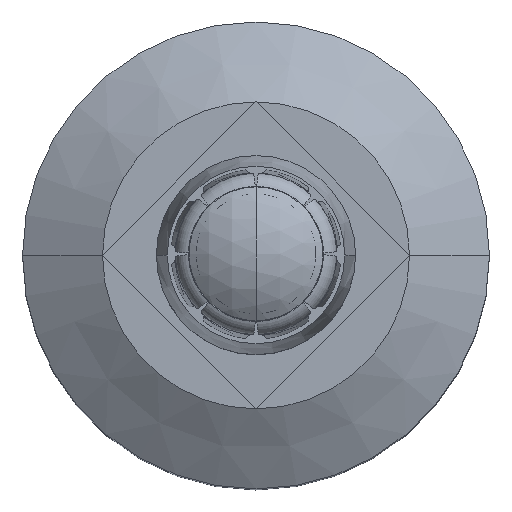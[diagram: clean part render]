
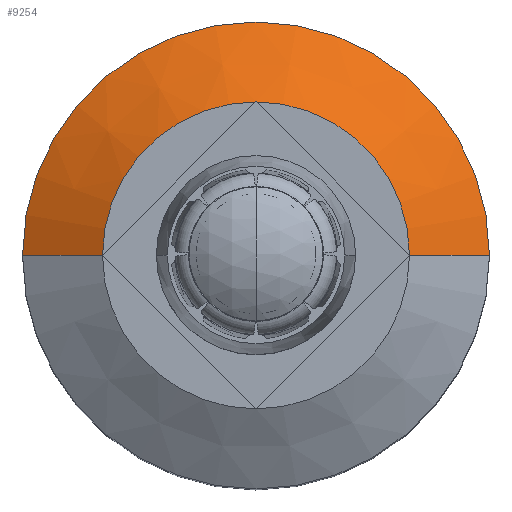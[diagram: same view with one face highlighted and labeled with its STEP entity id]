
A CAD part, top view. The second image highlights one B-rep face of the part: STEP entity #9254.
In plain terms, the highlighted conical face has half-angle 60 degrees and reference radius 6.45 mm.
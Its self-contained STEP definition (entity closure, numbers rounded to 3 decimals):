
#539 = DIRECTION ( 'NONE',  ( 1., 0., 0. ) ) ;
#589 = CARTESIAN_POINT ( 'NONE',  ( 6.45, 0., -1.276 ) ) ;
#756 = ORIENTED_EDGE ( 'NONE', *, *, #7884, .F. ) ;
#803 = ORIENTED_EDGE ( 'NONE', *, *, #1802, .F. ) ;
#896 = VERTEX_POINT ( 'NONE', #10094 ) ;
#911 = AXIS2_PLACEMENT_3D ( 'NONE', #6302, #6342, #2492 ) ;
#966 = ORIENTED_EDGE ( 'NONE', *, *, #4718, .F. ) ;
#1097 = VERTEX_POINT ( 'NONE', #6892 ) ;
#1166 = AXIS2_PLACEMENT_3D ( 'NONE', #9290, #6253, #539 ) ;
#1283 = CIRCLE ( 'NONE', #911, 4.24 ) ;
#1347 = AXIS2_PLACEMENT_3D ( 'NONE', #10614, #12352, #4854 ) ;
#1362 = DIRECTION ( 'NONE',  ( -1., 0., 0. ) ) ;
#1386 = DIRECTION ( 'NONE',  ( 0., 0., 1. ) ) ;
#1468 = DIRECTION ( 'NONE',  ( 1., 0., 0. ) ) ;
#1661 = VERTEX_POINT ( 'NONE', #9795 ) ;
#1721 = AXIS2_PLACEMENT_3D ( 'NONE', #5175, #10013, #7136 ) ;
#1802 = EDGE_CURVE ( 'NONE', #8887, #10556, #10139, .T. ) ;
#2083 = CARTESIAN_POINT ( 'NONE',  ( 4.24, 0., 0. ) ) ;
#2249 = DIRECTION ( 'NONE',  ( -0.866, 0., -0.5 ) ) ;
#2402 = ORIENTED_EDGE ( 'NONE', *, *, #4247, .F. ) ;
#2492 = DIRECTION ( 'NONE',  ( 1., 0., 0. ) ) ;
#2652 = CIRCLE ( 'NONE', #1347, 4.24 ) ;
#3063 = VERTEX_POINT ( 'NONE', #11206 ) ;
#3201 = CONICAL_SURFACE ( 'NONE', #8485, 6.45, 1.047 ) ;
#4142 = VECTOR ( 'NONE', #2249, 1000. ) ;
#4247 = EDGE_CURVE ( 'NONE', #10399, #8887, #1283, .T. ) ;
#4277 = VECTOR ( 'NONE', #4713, 1000. ) ;
#4334 = CIRCLE ( 'NONE', #7433, 6.45 ) ;
#4358 = DIRECTION ( 'NONE',  ( 0., 0., 1. ) ) ;
#4496 = ORIENTED_EDGE ( 'NONE', *, *, #4816, .T. ) ;
#4713 = DIRECTION ( 'NONE',  ( 0.866, 0., -0.5 ) ) ;
#4718 = EDGE_CURVE ( 'NONE', #1097, #896, #8208, .T. ) ;
#4816 = EDGE_CURVE ( 'NONE', #9117, #1661, #5941, .T. ) ;
#4854 = DIRECTION ( 'NONE',  ( 1., 0., 0. ) ) ;
#5046 = ORIENTED_EDGE ( 'NONE', *, *, #7389, .F. ) ;
#5165 = CARTESIAN_POINT ( 'NONE',  ( -6.45, 0., -1.276 ) ) ;
#5175 = CARTESIAN_POINT ( 'NONE',  ( 0., 0., 0. ) ) ;
#5324 = DIRECTION ( 'NONE',  ( 1., 0., 0. ) ) ;
#5343 = CARTESIAN_POINT ( 'NONE',  ( -4.24, 0., 0. ) ) ;
#5937 = FACE_OUTER_BOUND ( 'NONE', #10472, .T. ) ;
#5941 = LINE ( 'NONE', #589, #4277 ) ;
#6253 = DIRECTION ( 'NONE',  ( 0., 0., 1. ) ) ;
#6254 = DIRECTION ( 'NONE',  ( 0., 0., -1. ) ) ;
#6302 = CARTESIAN_POINT ( 'NONE',  ( 0., 0., 0. ) ) ;
#6342 = DIRECTION ( 'NONE',  ( 0., 0., 1. ) ) ;
#6892 = CARTESIAN_POINT ( 'NONE',  ( 0.003, 4.24, 0. ) ) ;
#7136 = DIRECTION ( 'NONE',  ( 1., 0., 0. ) ) ;
#7280 = CARTESIAN_POINT ( 'NONE',  ( 0., 0., 0. ) ) ;
#7389 = EDGE_CURVE ( 'NONE', #896, #10399, #9775, .T. ) ;
#7433 = AXIS2_PLACEMENT_3D ( 'NONE', #9248, #4358, #5324 ) ;
#7884 = EDGE_CURVE ( 'NONE', #9117, #3063, #9901, .T. ) ;
#7949 = EDGE_CURVE ( 'NONE', #1661, #10556, #4334, .T. ) ;
#8144 = EDGE_CURVE ( 'NONE', #3063, #1097, #2652, .T. ) ;
#8208 = CIRCLE ( 'NONE', #1721, 4.24 ) ;
#8209 = CARTESIAN_POINT ( 'NONE',  ( 0., 0., -1.276 ) ) ;
#8485 = AXIS2_PLACEMENT_3D ( 'NONE', #8209, #6254, #1362 ) ;
#8887 = VERTEX_POINT ( 'NONE', #5343 ) ;
#9117 = VERTEX_POINT ( 'NONE', #2083 ) ;
#9248 = CARTESIAN_POINT ( 'NONE',  ( 0., 0., -1.276 ) ) ;
#9254 = ADVANCED_FACE ( 'NONE', ( #5937 ), #3201, .T. ) ;
#9290 = CARTESIAN_POINT ( 'NONE',  ( 0., 0., 0. ) ) ;
#9743 = CARTESIAN_POINT ( 'NONE',  ( -6.45, 0., -1.276 ) ) ;
#9775 = CIRCLE ( 'NONE', #10683, 4.24 ) ;
#9795 = CARTESIAN_POINT ( 'NONE',  ( 6.45, 0., -1.276 ) ) ;
#9901 = CIRCLE ( 'NONE', #1166, 4.24 ) ;
#9930 = ORIENTED_EDGE ( 'NONE', *, *, #7949, .T. ) ;
#10013 = DIRECTION ( 'NONE',  ( 0., 0., 1. ) ) ;
#10094 = CARTESIAN_POINT ( 'NONE',  ( -0.003, 4.24, 0. ) ) ;
#10139 = LINE ( 'NONE', #5165, #4142 ) ;
#10399 = VERTEX_POINT ( 'NONE', #12224 ) ;
#10472 = EDGE_LOOP ( 'NONE', ( #756, #4496, #9930, #803, #2402, #5046, #966, #11214 ) ) ;
#10556 = VERTEX_POINT ( 'NONE', #9743 ) ;
#10614 = CARTESIAN_POINT ( 'NONE',  ( 0., 0., 0. ) ) ;
#10683 = AXIS2_PLACEMENT_3D ( 'NONE', #7280, #1386, #1468 ) ;
#11206 = CARTESIAN_POINT ( 'NONE',  ( 4.24, 0.003, 0. ) ) ;
#11214 = ORIENTED_EDGE ( 'NONE', *, *, #8144, .F. ) ;
#12224 = CARTESIAN_POINT ( 'NONE',  ( -4.24, 0.003, 0. ) ) ;
#12352 = DIRECTION ( 'NONE',  ( 0., 0., 1. ) ) ;
